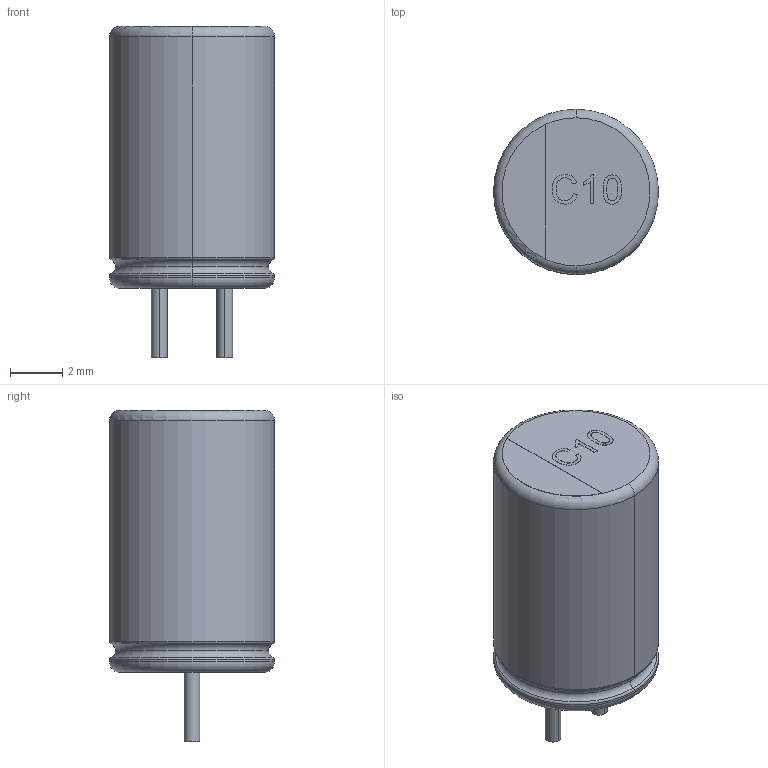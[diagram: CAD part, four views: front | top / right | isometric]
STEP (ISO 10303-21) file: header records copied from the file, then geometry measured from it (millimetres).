
FILE_DESCRIPTION (( 'STEP AP214' ), '1' );
FILE_NAME ('THD Capacitor Polar C10(6.3X10mm).STEP', '2019-06-13T11:36:48', ( '' ), ( '' ), 'SwSTEP 2.0', 'SolidWorks 2018', '' );
FILE_SCHEMA (( 'AUTOMOTIVE_DESIGN' ));
Length unit declared in the file: millimetre
Products named in the file (1): THD Capacitor Polar C10(6.3X10mm)
Bounding box: 6.3 x 6.3 x 12.66 mm (x, y, z)
Volume: 309.6 mm3; surface area: 267.8 mm2
Topology: 1 solids, 1 shells, 73 faces, 176 edges, 112 vertices
Faces by surface type: plane 22, bspline 20, cylinder 19, torus 12
Entity records: 4165 total; most frequent: CARTESIAN_POINT 1806, ORIENTED_EDGE 352, DIRECTION 305, EDGE_CURVE 176, AXIS2_PLACEMENT_3D 115, VERTEX_POINT 112, EDGE_LOOP 80, VECTOR 75
